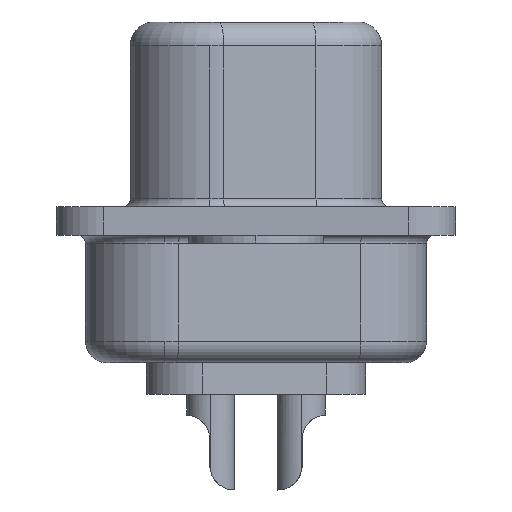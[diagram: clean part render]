
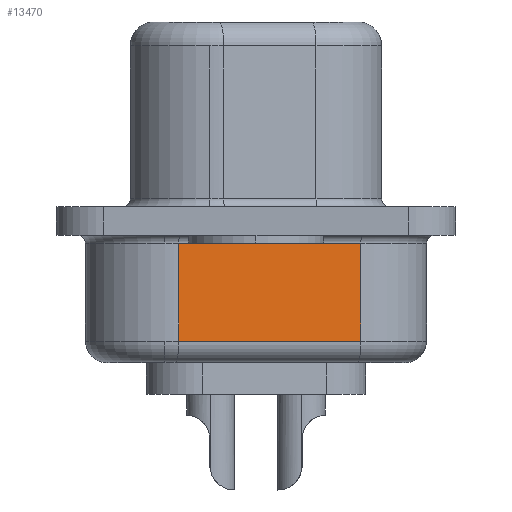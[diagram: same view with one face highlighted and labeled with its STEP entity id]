
A CAD part, left-side view. The second image highlights one B-rep face of the part: STEP entity #13470.
In plain terms, the highlighted planar face has unit normal (-0.985, -0.174, 0).
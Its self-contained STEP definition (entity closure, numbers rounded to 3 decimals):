
#938 = FACE_OUTER_BOUND ( 'NONE', #2599, .T. ) ;
#1530 = VERTEX_POINT ( 'NONE', #2963 ) ;
#2207 = VERTEX_POINT ( 'NONE', #3377 ) ;
#2430 = VERTEX_POINT ( 'NONE', #3499 ) ;
#2494 = VERTEX_POINT ( 'NONE', #3518 ) ;
#2599 = EDGE_LOOP ( 'NONE', ( #16226, #16572, #16069, #16670 ) ) ;
#2963 = CARTESIAN_POINT ( 'NONE',  ( -19.453, -3.294, -0.7 ) ) ;
#3377 = CARTESIAN_POINT ( 'NONE',  ( -20.462, 2.426, -3.775 ) ) ;
#3499 = CARTESIAN_POINT ( 'NONE',  ( -19.453, -3.294, -3.775 ) ) ;
#3518 = CARTESIAN_POINT ( 'NONE',  ( -20.462, 2.426, -0.7 ) ) ;
#4130 = CARTESIAN_POINT ( 'NONE',  ( -20.462, 2.426, -4.45 ) ) ;
#4133 = PLANE ( 'NONE',  #7275 ) ;
#4135 = DIRECTION ( 'NONE',  ( 0.985, 0.174, 0. ) ) ;
#4136 = DIRECTION ( 'NONE',  ( -0.174, 0.985, 0. ) ) ;
#7275 = AXIS2_PLACEMENT_3D ( 'NONE', #4130, #4135, #4136 ) ;
#9285 = DIRECTION ( 'NONE',  ( 0., 0., 1. ) ) ;
#9289 = CARTESIAN_POINT ( 'NONE',  ( -19.453, -3.294, -4.45 ) ) ;
#10015 = DIRECTION ( 'NONE',  ( 0.174, -0.985, 0. ) ) ;
#10023 = CARTESIAN_POINT ( 'NONE',  ( -19.453, -3.294, -3.775 ) ) ;
#10368 = DIRECTION ( 'NONE',  ( 0., 0., 1. ) ) ;
#10370 = CARTESIAN_POINT ( 'NONE',  ( -20.462, 2.426, -4.45 ) ) ;
#10639 = DIRECTION ( 'NONE',  ( -0.174, 0.985, 0. ) ) ;
#10643 = CARTESIAN_POINT ( 'NONE',  ( -20.462, 2.426, -0.7 ) ) ;
#10941 = LINE ( 'NONE', #10643, #10944 ) ;
#10944 = VECTOR ( 'NONE', #10639, 1000. ) ;
#11130 = LINE ( 'NONE', #9289, #11140 ) ;
#11140 = VECTOR ( 'NONE', #9285, 1000. ) ;
#12311 = LINE ( 'NONE', #10023, #12320 ) ;
#12320 = VECTOR ( 'NONE', #10015, 1000. ) ;
#12396 = LINE ( 'NONE', #10370, #12403 ) ;
#12403 = VECTOR ( 'NONE', #10368, 1000. ) ;
#13470 = ADVANCED_FACE ( 'NONE', ( #938 ), #4133, .F. ) ;
#14148 = EDGE_CURVE ( 'NONE', #2207, #2430, #12311, .T. ) ;
#14226 = EDGE_CURVE ( 'NONE', #2207, #2494, #12396, .T. ) ;
#14304 = EDGE_CURVE ( 'NONE', #1530, #2494, #10941, .T. ) ;
#14460 = EDGE_CURVE ( 'NONE', #2430, #1530, #11130, .T. ) ;
#16069 = ORIENTED_EDGE ( 'NONE', *, *, #14226, .F. ) ;
#16226 = ORIENTED_EDGE ( 'NONE', *, *, #14460, .T. ) ;
#16572 = ORIENTED_EDGE ( 'NONE', *, *, #14304, .T. ) ;
#16670 = ORIENTED_EDGE ( 'NONE', *, *, #14148, .T. ) ;
